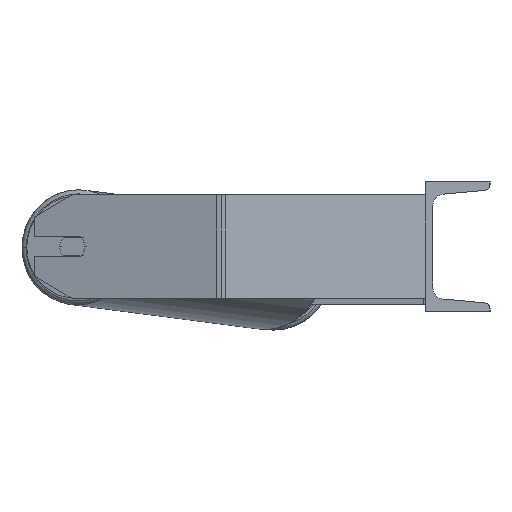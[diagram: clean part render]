
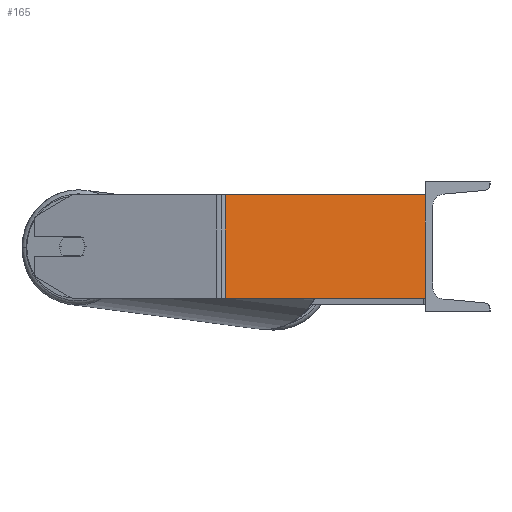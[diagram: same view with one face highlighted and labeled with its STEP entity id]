
A CAD part, left-side view. The second image highlights one B-rep face of the part: STEP entity #165.
In plain terms, the highlighted planar face has unit normal (-0.985, -0.174, 0).
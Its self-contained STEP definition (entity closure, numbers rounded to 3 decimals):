
#165 = ADVANCED_FACE ( 'NONE', ( #5268 ), #1754, .F. ) ;
#719 = CARTESIAN_POINT ( 'NONE',  ( -912.244, 154.509, 40. ) ) ;
#840 = DIRECTION ( 'NONE',  ( 0., 0., -1. ) ) ;
#939 = DIRECTION ( 'NONE',  ( 0.174, -0.985, 0. ) ) ;
#1072 = VERTEX_POINT ( 'NONE', #1218 ) ;
#1218 = CARTESIAN_POINT ( 'NONE',  ( -912.244, 154.509, -40. ) ) ;
#1282 = LINE ( 'NONE', #4108, #8374 ) ;
#1374 = EDGE_LOOP ( 'NONE', ( #3976, #2282, #5584, #2688 ) ) ;
#1387 = VERTEX_POINT ( 'NONE', #8820 ) ;
#1754 = PLANE ( 'NONE',  #6839 ) ;
#1820 = CARTESIAN_POINT ( 'NONE',  ( -912.86, 158.002, 40. ) ) ;
#2102 = LINE ( 'NONE', #719, #3670 ) ;
#2282 = ORIENTED_EDGE ( 'NONE', *, *, #6000, .F. ) ;
#2688 = ORIENTED_EDGE ( 'NONE', *, *, #5154, .T. ) ;
#3230 = EDGE_CURVE ( 'NONE', #5366, #3493, #4545, .T. ) ;
#3380 = VECTOR ( 'NONE', #840, 1000. ) ;
#3493 = VERTEX_POINT ( 'NONE', #4087 ) ;
#3670 = VECTOR ( 'NONE', #8519, 1000. ) ;
#3796 = LINE ( 'NONE', #6445, #3380 ) ;
#3941 = VECTOR ( 'NONE', #939, 1000. ) ;
#3976 = ORIENTED_EDGE ( 'NONE', *, *, #4721, .T. ) ;
#4087 = CARTESIAN_POINT ( 'NONE',  ( -885., 0., 40. ) ) ;
#4108 = CARTESIAN_POINT ( 'NONE',  ( -912.86, 158.002, -40. ) ) ;
#4545 = LINE ( 'NONE', #1820, #3941 ) ;
#4570 = CARTESIAN_POINT ( 'NONE',  ( -912.86, 158.002, 40. ) ) ;
#4721 = EDGE_CURVE ( 'NONE', #1072, #1387, #1282, .T. ) ;
#5154 = EDGE_CURVE ( 'NONE', #5366, #1072, #2102, .T. ) ;
#5268 = FACE_OUTER_BOUND ( 'NONE', #1374, .T. ) ;
#5366 = VERTEX_POINT ( 'NONE', #5993 ) ;
#5584 = ORIENTED_EDGE ( 'NONE', *, *, #3230, .F. ) ;
#5993 = CARTESIAN_POINT ( 'NONE',  ( -912.244, 154.509, 40. ) ) ;
#6000 = EDGE_CURVE ( 'NONE', #3493, #1387, #3796, .T. ) ;
#6445 = CARTESIAN_POINT ( 'NONE',  ( -885., 0., 40. ) ) ;
#6839 = AXIS2_PLACEMENT_3D ( 'NONE', #4570, #7391, #6976 ) ;
#6976 = DIRECTION ( 'NONE',  ( -0.174, 0.985, 0. ) ) ;
#7391 = DIRECTION ( 'NONE',  ( 0.985, 0.174, 0. ) ) ;
#8345 = DIRECTION ( 'NONE',  ( 0.174, -0.985, 0. ) ) ;
#8374 = VECTOR ( 'NONE', #8345, 1000. ) ;
#8519 = DIRECTION ( 'NONE',  ( 0., 0., -1. ) ) ;
#8820 = CARTESIAN_POINT ( 'NONE',  ( -885., 0., -40. ) ) ;
